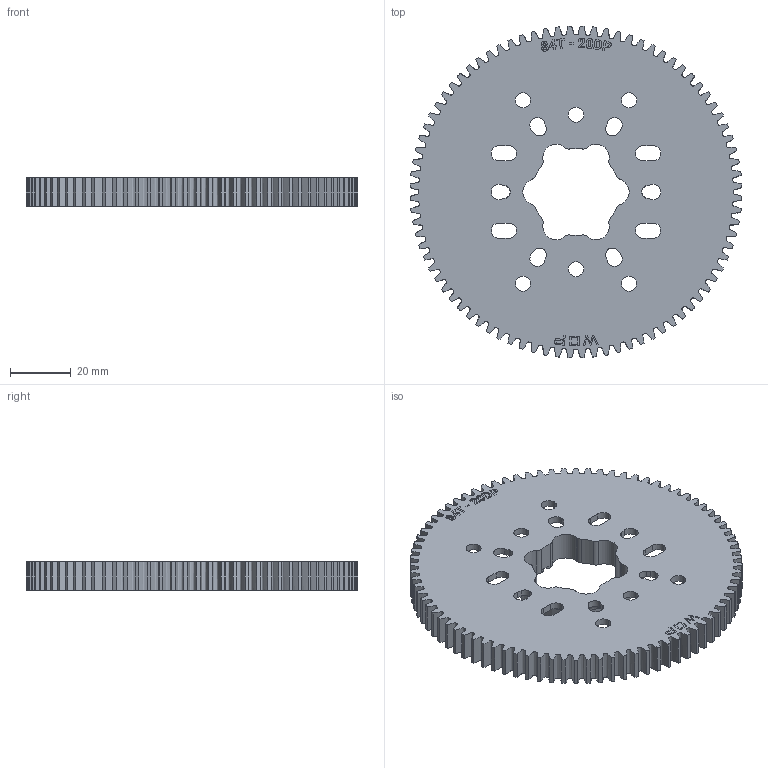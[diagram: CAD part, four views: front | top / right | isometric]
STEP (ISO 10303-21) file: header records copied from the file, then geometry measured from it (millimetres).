
FILE_DESCRIPTION (( 'STEP AP214' ), '1' );
FILE_NAME ('WCP-1107 Rev1.step', '2024-01-18T01:28:31', ( '' ), ( '' ), 'SwSTEP 2.0', 'SolidWorks 2022', '' );
FILE_SCHEMA (( 'AUTOMOTIVE_DESIGN' ));
Length unit declared in the file: inch
Products named in the file (1): WCP-1107 Rev1
Bounding box: 109.18 x 109.18 x 9.53 mm (x, y, z)
Volume: 31871.4 mm3; surface area: 26223.8 mm2
Topology: 1 solids, 1 shells, 428 faces, 1234 edges, 821 vertices
Faces by surface type: cylinder 163, plane 133, bspline 128, torus 4
Entity records: 41905 total; most frequent: CARTESIAN_POINT 31108, ORIENTED_EDGE 2468, DIRECTION 1919, EDGE_CURVE 1234, VERTEX_POINT 821, AXIS2_PLACEMENT_3D 648, VECTOR 623, LINE 623
